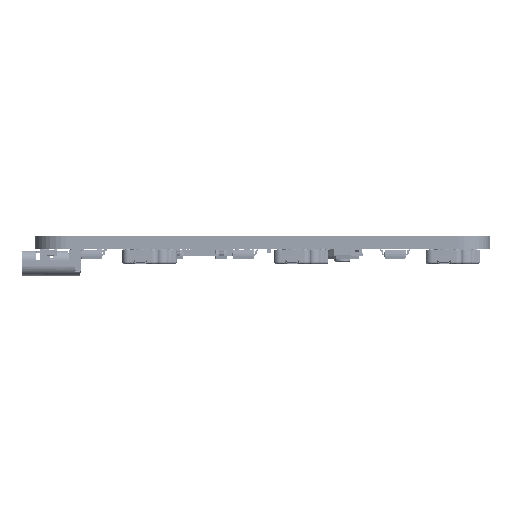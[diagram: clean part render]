
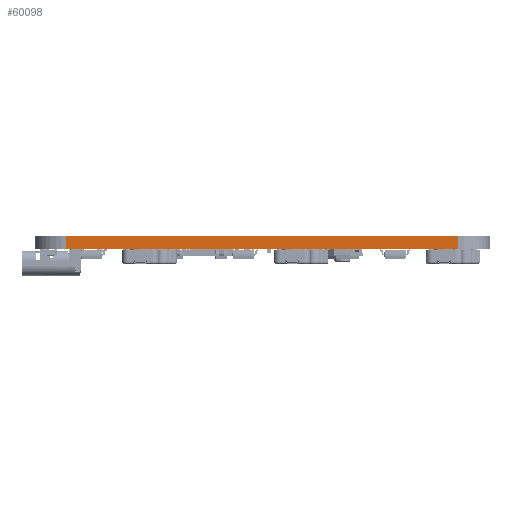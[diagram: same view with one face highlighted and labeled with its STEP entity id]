
A CAD part, left-side view. The second image highlights one B-rep face of the part: STEP entity #60098.
In plain terms, the highlighted planar face has unit normal (-1, 0, 0).
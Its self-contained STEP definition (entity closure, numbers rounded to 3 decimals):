
#57171 = VERTEX_POINT('',#57172);
#57172 = CARTESIAN_POINT('',(-7.,-4.,0.));
#57179 = EDGE_CURVE('',#57180,#57171,#57182,.T.);
#57180 = VERTEX_POINT('',#57181);
#57181 = CARTESIAN_POINT('',(-7.,-53.15,0.));
#57182 = LINE('',#57183,#57184);
#57183 = CARTESIAN_POINT('',(-7.,-53.15,0.));
#57184 = VECTOR('',#57185,1.);
#57185 = DIRECTION('',(0.,1.,0.));
#58621 = VERTEX_POINT('',#58622);
#58622 = CARTESIAN_POINT('',(-7.,-4.,1.6));
#58629 = EDGE_CURVE('',#58630,#58621,#58632,.T.);
#58630 = VERTEX_POINT('',#58631);
#58631 = CARTESIAN_POINT('',(-7.,-53.15,1.6));
#58632 = LINE('',#58633,#58634);
#58633 = CARTESIAN_POINT('',(-7.,-53.15,1.6));
#58634 = VECTOR('',#58635,1.);
#58635 = DIRECTION('',(0.,1.,0.));
#60068 = EDGE_CURVE('',#57171,#58621,#60069,.T.);
#60069 = LINE('',#60070,#60071);
#60070 = CARTESIAN_POINT('',(-7.,-4.,0.));
#60071 = VECTOR('',#60072,1.);
#60072 = DIRECTION('',(0.,0.,1.));
#60098 = ADVANCED_FACE('',(#60099),#60110,.T.);
#60099 = FACE_BOUND('',#60100,.T.);
#60100 = EDGE_LOOP('',(#60101,#60107,#60108,#60109));
#60101 = ORIENTED_EDGE('',*,*,#60102,.T.);
#60102 = EDGE_CURVE('',#57180,#58630,#60103,.T.);
#60103 = LINE('',#60104,#60105);
#60104 = CARTESIAN_POINT('',(-7.,-53.15,0.));
#60105 = VECTOR('',#60106,1.);
#60106 = DIRECTION('',(0.,0.,1.));
#60107 = ORIENTED_EDGE('',*,*,#58629,.T.);
#60108 = ORIENTED_EDGE('',*,*,#60068,.F.);
#60109 = ORIENTED_EDGE('',*,*,#57179,.F.);
#60110 = PLANE('',#60111);
#60111 = AXIS2_PLACEMENT_3D('',#60112,#60113,#60114);
#60112 = CARTESIAN_POINT('',(-7.,-53.15,0.));
#60113 = DIRECTION('',(-1.,0.,0.));
#60114 = DIRECTION('',(0.,1.,0.));
